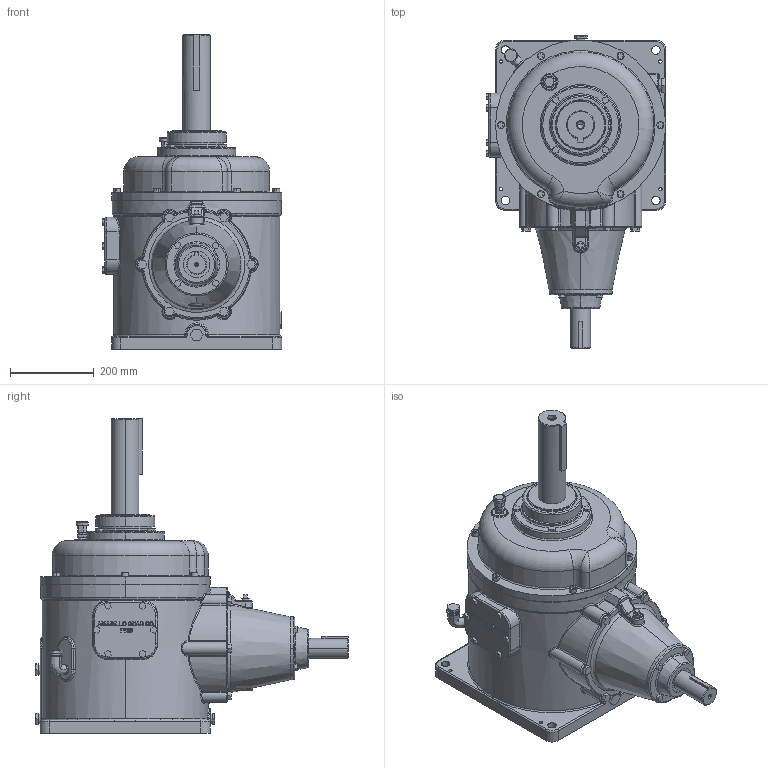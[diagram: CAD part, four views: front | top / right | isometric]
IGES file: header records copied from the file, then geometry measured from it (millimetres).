
Global section: file name: No Iges File Name specified; native system: Autodesk Inventor 2011; preprocessor: AutoDesk Inventor Iges Exporter R2011; author: joseph; date: 20110718.100328; units: inch
Bounding box: 428.62 x 747.71 x 752.48 mm (x, y, z)
Volume: 64969622.3 mm3; surface area: 1394877.1 mm2
Topology: 7 solids, 30 shells, 1101 faces, 2662 edges, 1639 vertices
Faces by surface type: plane 513, bspline 328, cylinder 126, torus 73, revolution 53, cone 6, sphere 2
